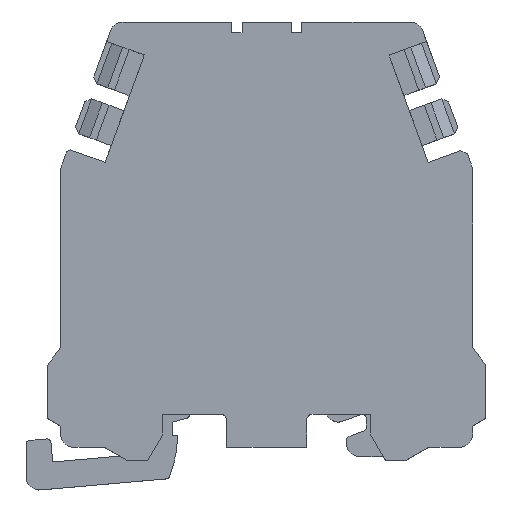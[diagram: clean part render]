
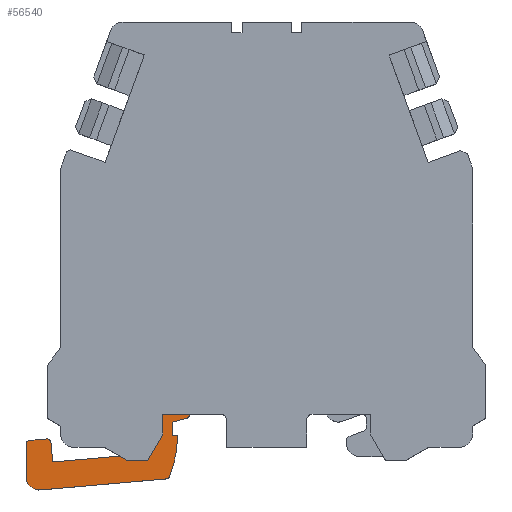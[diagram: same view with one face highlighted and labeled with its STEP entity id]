
A CAD part, top view. The second image highlights one B-rep face of the part: STEP entity #56540.
In plain terms, the highlighted face is planar.
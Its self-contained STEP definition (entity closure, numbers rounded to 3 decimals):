
#33040=CARTESIAN_POINT('',(18.1,-7.409,4.25));
#33050=DIRECTION('',(0.,1.,0.));
#33060=VECTOR('',#33050,1.);
#33070=LINE('',#33040,#33060);
#33080=CARTESIAN_POINT('',(18.1,-7.409,4.25));
#33090=VERTEX_POINT('',#33080);
#33100=CARTESIAN_POINT('',(18.1,-4.975,4.25));
#33110=VERTEX_POINT('',#33100);
#33120=EDGE_CURVE('',#33090,#33110,#33070,.T.);
#38410=CARTESIAN_POINT('',(7.8,-4.2,
4.25));
#38420=VERTEX_POINT('',#38410);
#38500=CARTESIAN_POINT('',(7.8,-2.7,
4.25));
#38510=VERTEX_POINT('',#38500);
#38540=CARTESIAN_POINT('',(7.8,-4.2,
4.25));
#38550=DIRECTION('',(0.,1.,0.));
#38560=VECTOR('',#38550,1.);
#38570=LINE('',#38540,#38560);
#38580=EDGE_CURVE('',#38420,#38510,#38570,.T.);
#43130=CARTESIAN_POINT('',(16.1,-6.3,4.25));
#43140=DIRECTION('',(0.087,0.996,0.));
#43150=VECTOR('',#43140,1.);
#43160=LINE('',#43130,#43150);
#43170=CARTESIAN_POINT('',(16.1,-6.3,4.25));
#43180=VERTEX_POINT('',#43170);
#43190=CARTESIAN_POINT('',(16.228,-4.837,
4.25));
#43200=VERTEX_POINT('',#43190);
#43210=EDGE_CURVE('',#43180,#43200,#43160,.T.);
#53160=CARTESIAN_POINT('',(7.8,-4.2,
4.25));
#53170=DIRECTION('',(0.5,-0.866,0.));
#53180=VECTOR('',#53170,1.);
#53190=LINE('',#53160,#53180);
#53200=CARTESIAN_POINT('',(8.955,-6.2,
4.25));
#53210=VERTEX_POINT('',#53200);
#53220=EDGE_CURVE('',#38420,#53210,#53190,.T.);
#53800=CARTESIAN_POINT('',(16.553,-4.565,
4.25));
#53810=DIRECTION('',(0.996,-0.087,0.));
#53820=VECTOR('',#53810,1.);
#53830=LINE('',#53800,#53820);
#53840=CARTESIAN_POINT('',(16.553,-4.565,
4.25));
#53850=VERTEX_POINT('',#53840);
#53860=CARTESIAN_POINT('',(17.826,-4.676,
4.25));
#53870=VERTEX_POINT('',#53860);
#53880=EDGE_CURVE('',#53850,#53870,#53830,.T.);
#55300=CARTESIAN_POINT('',(0.011,2.478,
4.25));
#55310=DIRECTION('',(0.,-0.,-1.));
#55320=DIRECTION('',(-1.,0.,0.));
#55330=AXIS2_PLACEMENT_3D('',#55300,#55310,#55320);
#55340=PLANE('',#55330);
#55350=CARTESIAN_POINT('',(8.955,-6.2,
4.25));
#55360=DIRECTION('',(1.,0.,0.));
#55370=VECTOR('',#55360,1.);
#55380=LINE('',#55350,#55370);
#55390=CARTESIAN_POINT('',(10.468,-6.2,
4.25));
#55400=VERTEX_POINT('',#55390);
#55410=EDGE_CURVE('',#53210,#55400,#55380,.T.);
#55420=ORIENTED_EDGE('',*,*,#55410,.T.);
#55430=ORIENTED_EDGE('',*,*,#53220,.T.);
#55440=ORIENTED_EDGE('',*,*,#38580,.F.);
#55450=CARTESIAN_POINT('',(7.8,-2.7,
4.25));
#55460=DIRECTION('',(-1.,0.,0.));
#55470=VECTOR('',#55460,1.);
#55480=LINE('',#55450,#55470);
#55490=CARTESIAN_POINT('',(5.8,-2.7,
4.25));
#55500=VERTEX_POINT('',#55490);
#55510=EDGE_CURVE('',#38510,#55500,#55480,.T.);
#55520=ORIENTED_EDGE('',*,*,#55510,.F.);
#55530=CARTESIAN_POINT('',(6.099,-2.721,
4.25));
#55540=DIRECTION('',(0.,0.,-1.));
#55550=DIRECTION('',(-0.259,-0.966,0.));
#55560=AXIS2_PLACEMENT_3D('',#55530,#55540,#55550);
#55570=CIRCLE('',#55560,0.3);
#55580=CARTESIAN_POINT('',(6.021,-3.011,
4.25));
#55590=VERTEX_POINT('',#55580);
#55600=EDGE_CURVE('',#55590,#55500,#55570,.T.);
#55610=ORIENTED_EDGE('',*,*,#55600,.T.);
#55620=CARTESIAN_POINT('',(7.1,-3.3,
4.25));
#55630=DIRECTION('',(-0.966,0.259,0.));
#55640=VECTOR('',#55630,1.);
#55650=LINE('',#55620,#55640);
#55660=CARTESIAN_POINT('',(7.1,-3.3,
4.25));
#55670=VERTEX_POINT('',#55660);
#55680=EDGE_CURVE('',#55670,#55590,#55650,.T.);
#55690=ORIENTED_EDGE('',*,*,#55680,.T.);
#55700=CARTESIAN_POINT('',(7.1,-3.3,
4.25));
#55710=DIRECTION('',(0.,-1.,0.));
#55720=VECTOR('',#55710,1.);
#55730=LINE('',#55700,#55720);
#55740=CARTESIAN_POINT('',(7.1,-4.3,
4.25));
#55750=VERTEX_POINT('',#55740);
#55760=EDGE_CURVE('',#55670,#55750,#55730,.T.);
#55770=ORIENTED_EDGE('',*,*,#55760,.F.);
#55780=CARTESIAN_POINT('',(7.1,-4.3,
4.25));
#55790=DIRECTION('',(-1.,0.,0.));
#55800=VECTOR('',#55790,1.);
#55810=LINE('',#55780,#55800);
#55820=CARTESIAN_POINT('',(6.7,-4.3,4.25));
#55830=VERTEX_POINT('',#55820);
#55840=EDGE_CURVE('',#55750,#55830,#55810,.T.);
#55850=ORIENTED_EDGE('',*,*,#55840,.F.);
#55860=CARTESIAN_POINT('',(14.7,-4.3,4.25));
#55870=DIRECTION('',(0.,0.,-1.));
#55880=DIRECTION('',(-0.922,-0.387,
0.));
#55890=AXIS2_PLACEMENT_3D('',#55860,#55870,#55880);
#55900=CIRCLE('',#55890,8.);
#55910=CARTESIAN_POINT('',(7.324,-7.396,
4.25));
#55920=VERTEX_POINT('',#55910);
#55930=EDGE_CURVE('',#55920,#55830,#55900,.T.);
#55940=ORIENTED_EDGE('',*,*,#55930,.T.);
#55950=CARTESIAN_POINT('',(7.572,-7.579,
4.25));
#55960=CARTESIAN_POINT('',(7.535,-7.576,
4.25));
#55970=CARTESIAN_POINT('',(7.466,-7.556,
4.25));
#55980=CARTESIAN_POINT('',(7.377,-7.491,
4.25));
#55990=CARTESIAN_POINT('',(7.338,-7.431,
4.25));
#56000=CARTESIAN_POINT('',(7.324,-7.396,
4.25));
#56010=B_SPLINE_CURVE_WITH_KNOTS('',3,(#55950,#55960,#55970,#55980,
#55990,#56000),.UNSPECIFIED.,.F.,.F.,(4,1,1,4),(0.,0.333,
0.667,1.),.UNSPECIFIED.);
#56020=CARTESIAN_POINT('',(7.574,-7.579,
4.25));
#56030=VERTEX_POINT('',#56020);
#56040=EDGE_CURVE('',#56030,#55920,#56010,.T.);
#56050=ORIENTED_EDGE('',*,*,#56040,.T.);
#56060=CARTESIAN_POINT('',(17.013,-8.405,
4.25));
#56070=DIRECTION('',(-0.996,0.087,
0.));
#56080=VECTOR('',#56070,1.);
#56090=LINE('',#56060,#56080);
#56100=CARTESIAN_POINT('',(17.013,-8.405,
4.25));
#56110=VERTEX_POINT('',#56100);
#56120=EDGE_CURVE('',#56110,#56030,#56090,.T.);
#56130=ORIENTED_EDGE('',*,*,#56120,.T.);
#56140=CARTESIAN_POINT('',(17.1,-7.409,4.25));
#56150=DIRECTION('',(0.,0.,-1.));
#56160=DIRECTION('',(1.,0.,0.));
#56170=AXIS2_PLACEMENT_3D('',#56140,#56150,#56160);
#56180=CIRCLE('',#56170,1.);
#56190=EDGE_CURVE('',#33090,#56110,#56180,.T.);
#56200=ORIENTED_EDGE('',*,*,#56190,.T.);
#56210=ORIENTED_EDGE('',*,*,#33120,.F.);
#56220=CARTESIAN_POINT('',(17.8,-4.975,4.25));
#56230=DIRECTION('',(0.,0.,-1.));
#56240=DIRECTION('',(0.087,0.996,0.));
#56250=AXIS2_PLACEMENT_3D('',#56220,#56230,#56240);
#56260=CIRCLE('',#56250,0.3);
#56270=EDGE_CURVE('',#53870,#33110,#56260,.T.);
#56280=ORIENTED_EDGE('',*,*,#56270,.T.);
#56290=ORIENTED_EDGE('',*,*,#53880,.T.);
#56300=CARTESIAN_POINT('',(16.527,-4.864,
4.25));
#56310=DIRECTION('',(0.,0.,-1.));
#56320=DIRECTION('',(-0.996,0.087,
0.));
#56330=AXIS2_PLACEMENT_3D('',#56300,#56310,#56320);
#56340=CIRCLE('',#56330,0.3);
#56350=EDGE_CURVE('',#43200,#53850,#56340,.T.);
#56360=ORIENTED_EDGE('',*,*,#56350,.T.);
#56370=ORIENTED_EDGE('',*,*,#43210,.T.);
#56380=CARTESIAN_POINT('',(11.059,-5.859,
4.25));
#56390=DIRECTION('',(0.996,-0.087,0.));
#56400=VECTOR('',#56390,1.);
#56410=LINE('',#56380,#56400);
#56420=CARTESIAN_POINT('',(11.059,-5.859,
4.25));
#56430=VERTEX_POINT('',#56420);
#56440=EDGE_CURVE('',#56430,#43180,#56410,.T.);
#56450=ORIENTED_EDGE('',*,*,#56440,.T.);
#56460=CARTESIAN_POINT('',(10.468,-6.2,
4.25));
#56470=DIRECTION('',(0.866,0.5,
0.));
#56480=VECTOR('',#56470,1.);
#56490=LINE('',#56460,#56480);
#56500=EDGE_CURVE('',#55400,#56430,#56490,.T.);
#56510=ORIENTED_EDGE('',*,*,#56500,.T.);
#56520=EDGE_LOOP('',(#56510,#56450,#56370,#56360,#56290,#56280,#56210,
#56200,#56130,#56050,#55940,#55850,#55770,#55690,#55610,#55520,#55440,
#55430,#55420));
#56530=FACE_OUTER_BOUND('',#56520,.T.);
#56540=ADVANCED_FACE('',(#56530),#55340,.T.);
